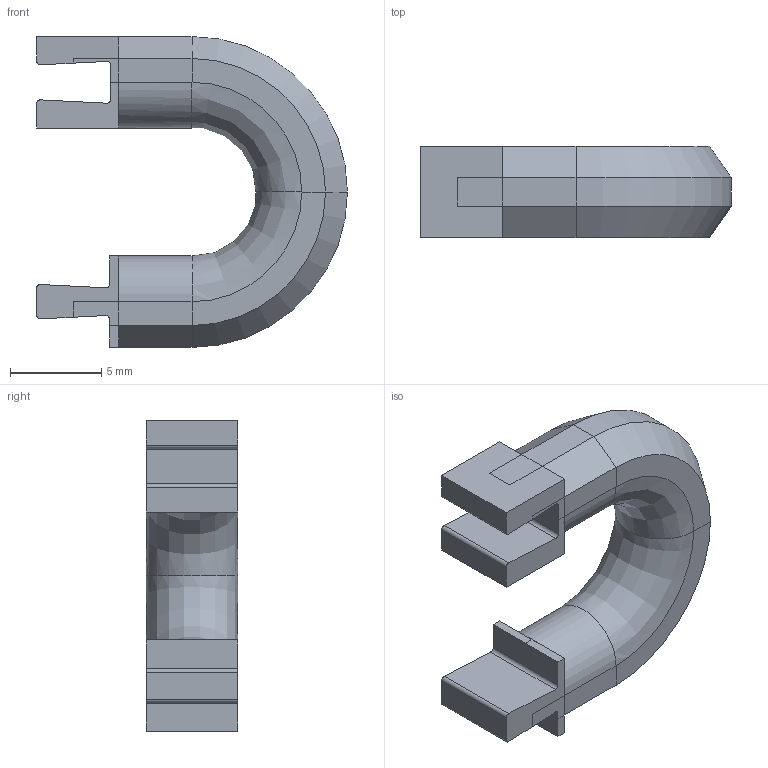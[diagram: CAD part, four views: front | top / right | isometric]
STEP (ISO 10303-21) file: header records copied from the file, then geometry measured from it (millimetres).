
FILE_DESCRIPTION(('FreeCAD Model'),'2;1');
FILE_NAME('Open CASCADE Shape Model','2024-01-28T11:35:54',(''),(''), 'Open CASCADE STEP processor 7.6','FreeCAD','Unknown');
FILE_SCHEMA(('AUTOMOTIVE_DESIGN { 1 0 10303 214 1 1 1 1 }'));
Length unit declared in the file: millimetre
Products named in the file (1): HalfLink1
Bounding box: 17 x 5 x 17 mm (x, y, z)
Volume: 663.4 mm3; surface area: 675.5 mm2
Topology: 1 solids, 1 shells, 70 faces, 165 edges, 97 vertices
Faces by surface type: plane 52, cylinder 11, revolution 6, extrusion 1
Entity records: 2149 total; most frequent: CARTESIAN_POINT 497, DIRECTION 341, ORIENTED_EDGE 330, EDGE_CURVE 165, VECTOR 135, LINE 134, AXIS2_PLACEMENT_3D 100, VERTEX_POINT 97
